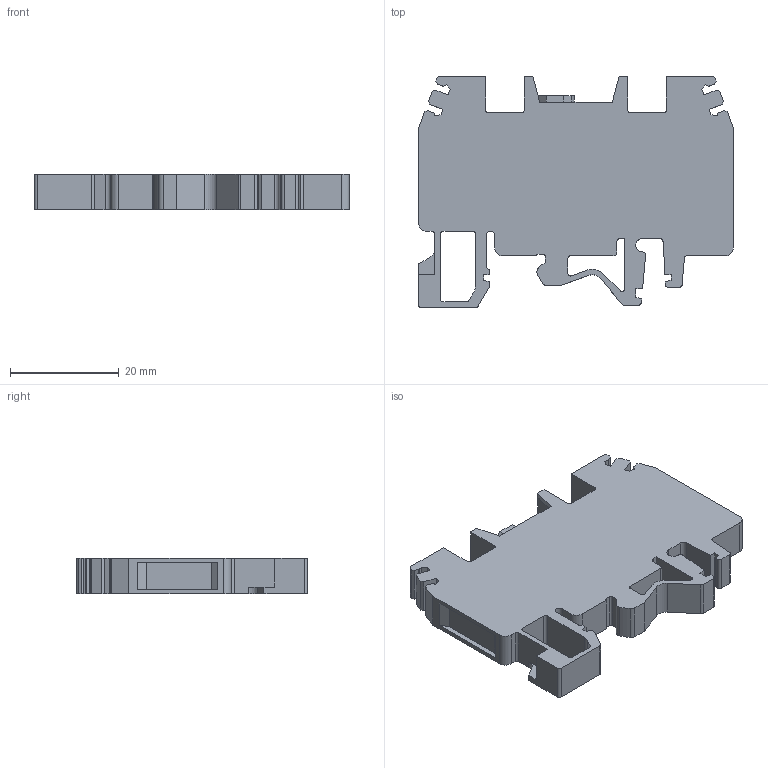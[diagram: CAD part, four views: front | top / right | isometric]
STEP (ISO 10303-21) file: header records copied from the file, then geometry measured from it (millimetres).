
FILE_DESCRIPTION(('Creo Elements/Direct Modeling STEP Export'),'2;1');
FILE_NAME('SCB.4.stp','2015-01-28T 8:16:51',(''),(''),'PTC Creo Elements/Direct Modeling STEP processor for AP214 (Solid Model)','PTC Creo Elements/Direct Modeling 19.0A 04-Oct-2014 (C) Parametric Technology GmbH','');
FILE_SCHEMA(('AUTOMOTIVE_DESIGN { 1 0 10303 214 1 1 1 1 }'));
Length unit declared in the file: millimetre
Products named in the file (1): SCB.4
Bounding box: 58 x 42.5 x 6.5 mm (x, y, z)
Volume: 11291.5 mm3; surface area: 6267.8 mm2
Topology: 1 solids, 1 shells, 199 faces, 571 edges, 378 vertices
Faces by surface type: plane 139, cylinder 58, cone 2
Entity records: 6507 total; most frequent: ORIENTED_EDGE 1146, CARTESIAN_POINT 1122, DIRECTION 1052, EDGE_CURVE 571, VECTOR 436, LINE 436, VERTEX_POINT 378, AXIS2_PLACEMENT_3D 308
